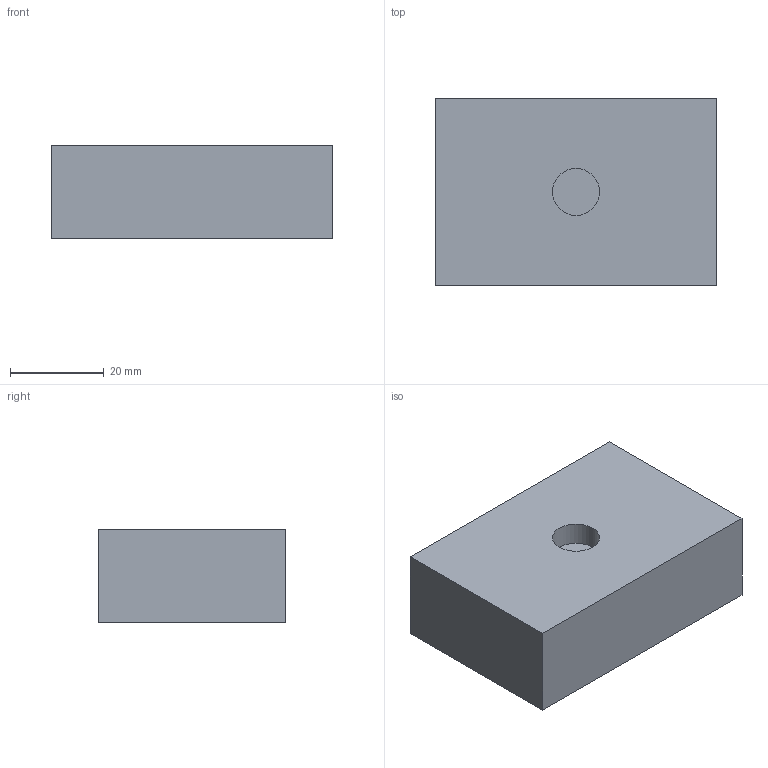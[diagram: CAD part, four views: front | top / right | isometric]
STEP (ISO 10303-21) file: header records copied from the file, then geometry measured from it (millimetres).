
FILE_DESCRIPTION ('Error generating text.','2;1');
FILE_NAME('KittyCAD Text to CAD model','2024-01-21T03:35:02',('Author'),('KittyCAD'),'KittyCAD Text to CAD','text-to-cad.kittycad.io','Unknown');
FILE_SCHEMA(('AUTOMOTIVE_DESIGN { 1 0 10303 214 1 1 1 1 }'));
Length unit declared in the file: millimetre
Products named in the file (1): KittyCAD Text to CAD
Bounding box: 60 x 40 x 20 mm (x, y, z)
Volume: 47607.3 mm3; surface area: 8957.1 mm2
Topology: 1 solids, 1 shells, 8 faces, 15 edges, 10 vertices
Faces by surface type: plane 7, cylinder 1
Full cylindrical faces by diameter (mm): 10 x1
Entity records: 406 total; most frequent: DIRECTION 65, CARTESIAN_POINT 64, LINE 41, VECTOR 41, ORIENTED_EDGE 30, PCURVE 30, DEFINITIONAL_REPRESENTATION 30, EDGE_CURVE 15
